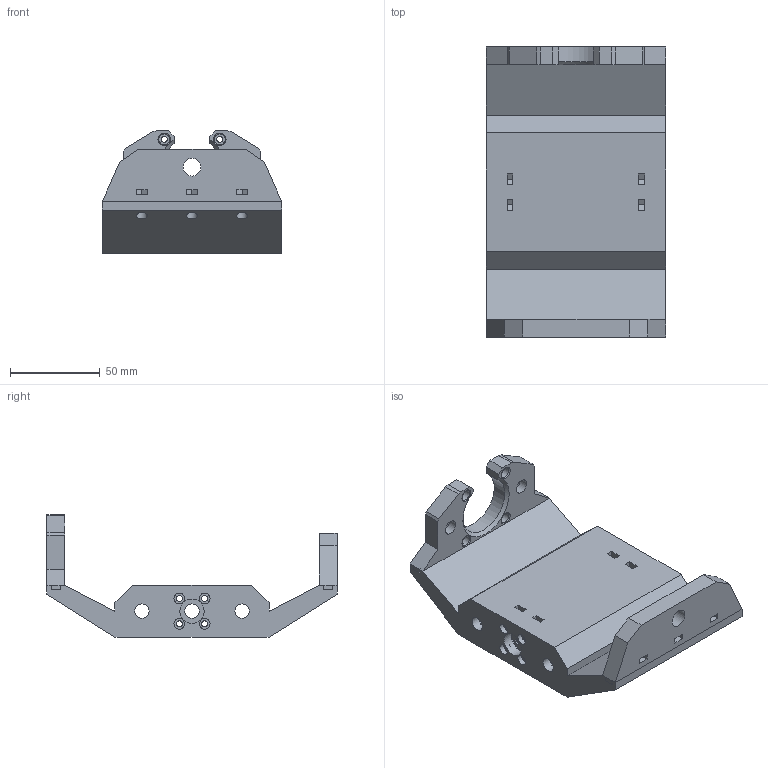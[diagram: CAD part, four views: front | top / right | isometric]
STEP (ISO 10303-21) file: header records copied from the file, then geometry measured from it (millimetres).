
FILE_DESCRIPTION(('FreeCAD Model'),'2;1');
FILE_NAME('x-carriage-assembly.step' ,'2020-03-30T15:08:12',('Author'),(''), 'Open CASCADE STEP processor 7.3','FreeCAD','Unknown');
FILE_SCHEMA(('AUTOMOTIVE_DESIGN { 1 0 10303 214 1 1 1 1 }'));
Length unit declared in the file: millimetre
Products named in the file (1): x-carriage-assembly
Bounding box: 100 x 162 x 68.25 mm (x, y, z)
Volume: 329793.2 mm3; surface area: 77686.6 mm2
Topology: 1 solids, 1 shells, 305 faces, 730 edges, 470 vertices
Faces by surface type: plane 228, cylinder 71, torus 4, cone 2
Full cylindrical faces by diameter (mm): 3.2 x6, 3.4 x30, 6 x14, 8.1 x11, 10 x1, 13.5 x2, 15.1 x4, 25.5 x2
Entity records: 20796 total; most frequent: CARTESIAN_POINT 3582, DIRECTION 2825, LINE 1787, VECTOR 1787, ORIENTED_EDGE 1460, PCURVE 1460, DEFINITIONAL_REPRESENTATION 1460, EDGE_CURVE 730
